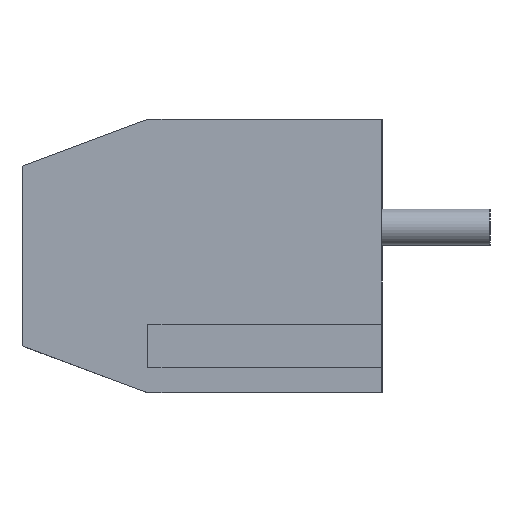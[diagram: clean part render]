
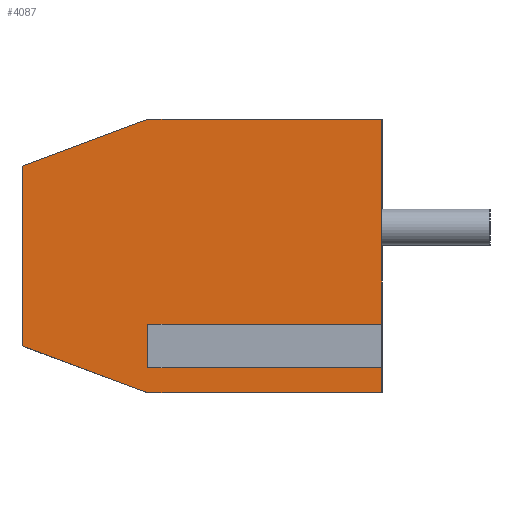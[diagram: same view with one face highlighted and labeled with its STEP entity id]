
A CAD part, left-side view. The second image highlights one B-rep face of the part: STEP entity #4087.
In plain terms, the highlighted planar face has unit normal (-1, 0, 0).
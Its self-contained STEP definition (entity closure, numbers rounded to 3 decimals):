
#41=PLANE('',#4356);
#369=FACE_OUTER_BOUND('',#593,.T.);
#593=EDGE_LOOP('',(#2986,#2987,#2988,#2989,#2990,#2991,#2992,#2993,#2994,
#2995));
#874=LINE('',#5947,#1374);
#878=LINE('',#5955,#1378);
#885=LINE('',#5967,#1385);
#886=LINE('',#5969,#1386);
#887=LINE('',#5970,#1387);
#888=LINE('',#5972,#1388);
#889=LINE('',#5974,#1389);
#890=LINE('',#5976,#1390);
#891=LINE('',#5978,#1391);
#892=LINE('',#5979,#1392);
#1374=VECTOR('',#4791,1000.);
#1378=VECTOR('',#4795,1000.);
#1385=VECTOR('',#4804,1000.);
#1386=VECTOR('',#4805,1000.);
#1387=VECTOR('',#4806,1000.);
#1388=VECTOR('',#4807,1000.);
#1389=VECTOR('',#4808,1000.);
#1390=VECTOR('',#4809,1000.);
#1391=VECTOR('',#4810,1000.);
#1392=VECTOR('',#4811,1000.);
#1972=VERTEX_POINT('',#5944);
#1973=VERTEX_POINT('',#5946);
#1976=VERTEX_POINT('',#5952);
#1977=VERTEX_POINT('',#5954);
#1981=VERTEX_POINT('',#5966);
#1982=VERTEX_POINT('',#5968);
#1983=VERTEX_POINT('',#5971);
#1984=VERTEX_POINT('',#5973);
#1985=VERTEX_POINT('',#5975);
#1986=VERTEX_POINT('',#5977);
#2370=EDGE_CURVE('',#1973,#1972,#874,.T.);
#2374=EDGE_CURVE('',#1977,#1976,#878,.T.);
#2381=EDGE_CURVE('',#1981,#1976,#885,.T.);
#2382=EDGE_CURVE('',#1982,#1981,#886,.T.);
#2383=EDGE_CURVE('',#1982,#1973,#887,.T.);
#2384=EDGE_CURVE('',#1983,#1972,#888,.T.);
#2385=EDGE_CURVE('',#1984,#1983,#889,.T.);
#2386=EDGE_CURVE('',#1985,#1984,#890,.T.);
#2387=EDGE_CURVE('',#1986,#1985,#891,.T.);
#2388=EDGE_CURVE('',#1986,#1977,#892,.T.);
#2986=ORIENTED_EDGE('',*,*,#2381,.F.);
#2987=ORIENTED_EDGE('',*,*,#2382,.F.);
#2988=ORIENTED_EDGE('',*,*,#2383,.T.);
#2989=ORIENTED_EDGE('',*,*,#2370,.T.);
#2990=ORIENTED_EDGE('',*,*,#2384,.F.);
#2991=ORIENTED_EDGE('',*,*,#2385,.F.);
#2992=ORIENTED_EDGE('',*,*,#2386,.F.);
#2993=ORIENTED_EDGE('',*,*,#2387,.F.);
#2994=ORIENTED_EDGE('',*,*,#2388,.T.);
#2995=ORIENTED_EDGE('',*,*,#2374,.T.);
#4087=ADVANCED_FACE('',(#369),#41,.F.);
#4356=AXIS2_PLACEMENT_3D('',#5965,#4802,#4803);
#4791=DIRECTION('',(0.,0.,1.));
#4795=DIRECTION('',(0.,0.,1.));
#4802=DIRECTION('center_axis',(1.,0.,0.));
#4803=DIRECTION('ref_axis',(0.,0.,-1.));
#4804=DIRECTION('',(0.,-1.,0.));
#4805=DIRECTION('',(0.,0.,-1.));
#4806=DIRECTION('',(0.,-1.,0.));
#4807=DIRECTION('',(0.,-1.,0.));
#4808=DIRECTION('',(0.,-0.937,0.348));
#4809=DIRECTION('',(0.,0.,1.));
#4810=DIRECTION('',(0.,0.937,0.348));
#4811=DIRECTION('',(0.,-1.,0.));
#5944=CARTESIAN_POINT('',(-5.,0.,3.8));
#5946=CARTESIAN_POINT('',(-5.,0.,-2.118));
#5947=CARTESIAN_POINT('',(-5.,0.,-3.8));
#5952=CARTESIAN_POINT('',(-5.,0.,-2.882));
#5954=CARTESIAN_POINT('',(-5.,0.,-3.8));
#5955=CARTESIAN_POINT('',(-5.,0.,-3.8));
#5965=CARTESIAN_POINT('Origin',(-5.,10.,-3.8));
#5966=CARTESIAN_POINT('',(-5.,6.5,-2.882));
#5967=CARTESIAN_POINT('',(-5.,6.5,-2.882));
#5968=CARTESIAN_POINT('',(-5.,6.5,-2.118));
#5969=CARTESIAN_POINT('',(-5.,6.5,-2.882));
#5970=CARTESIAN_POINT('',(-5.,6.5,-2.118));
#5971=CARTESIAN_POINT('',(-5.,6.5,3.8));
#5972=CARTESIAN_POINT('',(-5.,10.,3.8));
#5973=CARTESIAN_POINT('',(-5.,10.,2.5));
#5974=CARTESIAN_POINT('',(-5.,6.5,3.8));
#5975=CARTESIAN_POINT('',(-5.,10.,-2.5));
#5976=CARTESIAN_POINT('',(-5.,10.,-3.8));
#5977=CARTESIAN_POINT('',(-5.,6.5,-3.8));
#5978=CARTESIAN_POINT('',(-5.,10.,-2.5));
#5979=CARTESIAN_POINT('',(-5.,10.,-3.8));
